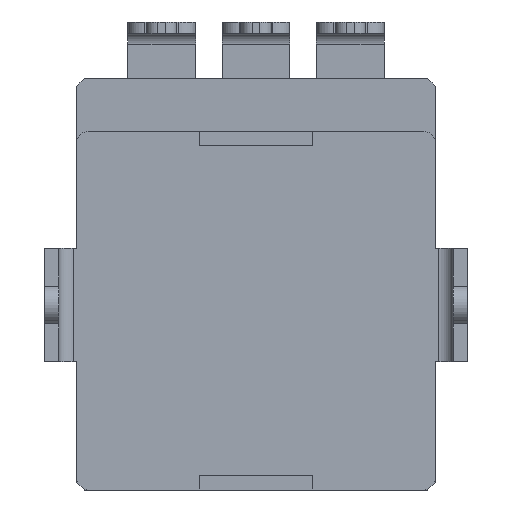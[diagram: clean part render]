
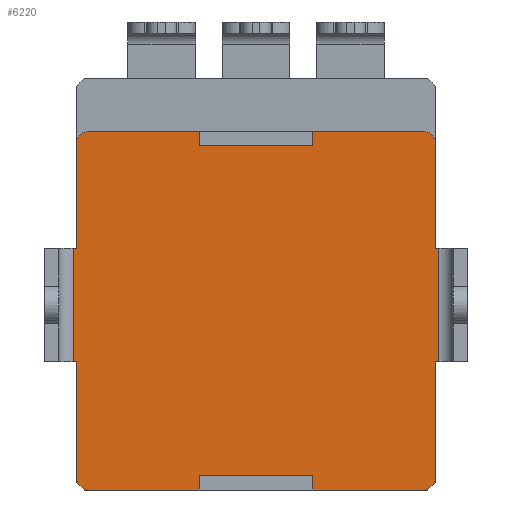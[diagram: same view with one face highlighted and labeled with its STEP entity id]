
A CAD part, front view. The second image highlights one B-rep face of the part: STEP entity #6220.
In plain terms, the highlighted planar face has unit normal (0, -1, 0).
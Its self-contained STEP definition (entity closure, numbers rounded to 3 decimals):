
#383=CIRCLE('',#6897,0.3);
#384=CIRCLE('',#6898,0.3);
#385=CIRCLE('',#6899,0.3);
#386=CIRCLE('',#6900,0.3);
#387=CIRCLE('',#6901,0.3);
#388=CIRCLE('',#6902,0.3);
#890=FACE_OUTER_BOUND('',#1263,.T.);
#1263=EDGE_LOOP('',(#5455,#5456,#5457,#5458,#5459,#5460,#5461,#5462,#5463,
#5464,#5465,#5466,#5467,#5468,#5469,#5470,#5471,#5472,#5473,#5474,#5475,
#5476,#5477,#5478,#5479,#5480,#5481,#5482));
#1749=LINE('',#10797,#2301);
#1767=LINE('',#10842,#2319);
#1771=LINE('',#10853,#2323);
#1777=LINE('',#10868,#2329);
#1779=LINE('',#10874,#2331);
#1780=LINE('',#10876,#2332);
#1781=LINE('',#10880,#2333);
#1782=LINE('',#10882,#2334);
#1783=LINE('',#10884,#2335);
#1784=LINE('',#10886,#2336);
#1785=LINE('',#10888,#2337);
#1786=LINE('',#10892,#2338);
#1787=LINE('',#10893,#2339);
#1788=LINE('',#10895,#2340);
#1789=LINE('',#10899,#2341);
#1790=LINE('',#10903,#2342);
#1791=LINE('',#10905,#2343);
#1792=LINE('',#10907,#2344);
#1793=LINE('',#10909,#2345);
#1794=LINE('',#10911,#2346);
#1795=LINE('',#10915,#2347);
#1796=LINE('',#10918,#2348);
#2301=VECTOR('',#8548,10.);
#2319=VECTOR('',#8582,10.);
#2323=VECTOR('',#8592,10.);
#2329=VECTOR('',#8604,10.);
#2331=VECTOR('',#8610,10.);
#2332=VECTOR('',#8611,10.);
#2333=VECTOR('',#8614,10.);
#2334=VECTOR('',#8615,10.);
#2335=VECTOR('',#8616,10.);
#2336=VECTOR('',#8617,10.);
#2337=VECTOR('',#8618,10.);
#2338=VECTOR('',#8621,10.);
#2339=VECTOR('',#8622,10.);
#2340=VECTOR('',#8623,10.);
#2341=VECTOR('',#8626,10.);
#2342=VECTOR('',#8629,10.);
#2343=VECTOR('',#8630,10.);
#2344=VECTOR('',#8631,10.);
#2345=VECTOR('',#8632,10.);
#2346=VECTOR('',#8633,10.);
#2347=VECTOR('',#8636,10.);
#2348=VECTOR('',#8639,10.);
#2873=VERTEX_POINT('',#10794);
#2874=VERTEX_POINT('',#10796);
#2892=VERTEX_POINT('',#10839);
#2893=VERTEX_POINT('',#10841);
#2897=VERTEX_POINT('',#10851);
#2903=VERTEX_POINT('',#10867);
#2905=VERTEX_POINT('',#10873);
#2906=VERTEX_POINT('',#10875);
#2907=VERTEX_POINT('',#10877);
#2908=VERTEX_POINT('',#10879);
#2909=VERTEX_POINT('',#10881);
#2910=VERTEX_POINT('',#10883);
#2911=VERTEX_POINT('',#10885);
#2912=VERTEX_POINT('',#10887);
#2913=VERTEX_POINT('',#10889);
#2914=VERTEX_POINT('',#10891);
#2915=VERTEX_POINT('',#10894);
#2916=VERTEX_POINT('',#10896);
#2917=VERTEX_POINT('',#10898);
#2918=VERTEX_POINT('',#10900);
#2919=VERTEX_POINT('',#10902);
#2920=VERTEX_POINT('',#10904);
#2921=VERTEX_POINT('',#10906);
#2922=VERTEX_POINT('',#10908);
#2923=VERTEX_POINT('',#10910);
#2924=VERTEX_POINT('',#10912);
#2925=VERTEX_POINT('',#10914);
#2926=VERTEX_POINT('',#10916);
#3733=EDGE_CURVE('',#2874,#2873,#1749,.T.);
#3755=EDGE_CURVE('',#2893,#2892,#1767,.T.);
#3761=EDGE_CURVE('',#2897,#2873,#1771,.T.);
#3768=EDGE_CURVE('',#2893,#2903,#1777,.T.);
#3771=EDGE_CURVE('',#2897,#2905,#1779,.T.);
#3772=EDGE_CURVE('',#2905,#2906,#1780,.T.);
#3773=EDGE_CURVE('',#2906,#2907,#383,.T.);
#3774=EDGE_CURVE('',#2907,#2908,#1781,.T.);
#3775=EDGE_CURVE('',#2908,#2909,#1782,.T.);
#3776=EDGE_CURVE('',#2909,#2910,#1783,.T.);
#3777=EDGE_CURVE('',#2910,#2911,#1784,.T.);
#3778=EDGE_CURVE('',#2911,#2912,#1785,.T.);
#3779=EDGE_CURVE('',#2912,#2913,#384,.T.);
#3780=EDGE_CURVE('',#2913,#2914,#1786,.T.);
#3781=EDGE_CURVE('',#2914,#2903,#1787,.T.);
#3782=EDGE_CURVE('',#2892,#2915,#1788,.T.);
#3783=EDGE_CURVE('',#2915,#2916,#385,.T.);
#3784=EDGE_CURVE('',#2916,#2917,#1789,.T.);
#3785=EDGE_CURVE('',#2917,#2918,#386,.T.);
#3786=EDGE_CURVE('',#2918,#2919,#1790,.T.);
#3787=EDGE_CURVE('',#2919,#2920,#1791,.T.);
#3788=EDGE_CURVE('',#2920,#2921,#1792,.T.);
#3789=EDGE_CURVE('',#2921,#2922,#1793,.T.);
#3790=EDGE_CURVE('',#2922,#2923,#1794,.T.);
#3791=EDGE_CURVE('',#2923,#2924,#387,.T.);
#3792=EDGE_CURVE('',#2924,#2925,#1795,.T.);
#3793=EDGE_CURVE('',#2925,#2926,#388,.T.);
#3794=EDGE_CURVE('',#2926,#2874,#1796,.T.);
#5455=ORIENTED_EDGE('',*,*,#3761,.F.);
#5456=ORIENTED_EDGE('',*,*,#3771,.T.);
#5457=ORIENTED_EDGE('',*,*,#3772,.T.);
#5458=ORIENTED_EDGE('',*,*,#3773,.T.);
#5459=ORIENTED_EDGE('',*,*,#3774,.T.);
#5460=ORIENTED_EDGE('',*,*,#3775,.T.);
#5461=ORIENTED_EDGE('',*,*,#3776,.T.);
#5462=ORIENTED_EDGE('',*,*,#3777,.T.);
#5463=ORIENTED_EDGE('',*,*,#3778,.T.);
#5464=ORIENTED_EDGE('',*,*,#3779,.T.);
#5465=ORIENTED_EDGE('',*,*,#3780,.T.);
#5466=ORIENTED_EDGE('',*,*,#3781,.T.);
#5467=ORIENTED_EDGE('',*,*,#3768,.F.);
#5468=ORIENTED_EDGE('',*,*,#3755,.T.);
#5469=ORIENTED_EDGE('',*,*,#3782,.T.);
#5470=ORIENTED_EDGE('',*,*,#3783,.T.);
#5471=ORIENTED_EDGE('',*,*,#3784,.T.);
#5472=ORIENTED_EDGE('',*,*,#3785,.T.);
#5473=ORIENTED_EDGE('',*,*,#3786,.T.);
#5474=ORIENTED_EDGE('',*,*,#3787,.T.);
#5475=ORIENTED_EDGE('',*,*,#3788,.T.);
#5476=ORIENTED_EDGE('',*,*,#3789,.T.);
#5477=ORIENTED_EDGE('',*,*,#3790,.T.);
#5478=ORIENTED_EDGE('',*,*,#3791,.T.);
#5479=ORIENTED_EDGE('',*,*,#3792,.T.);
#5480=ORIENTED_EDGE('',*,*,#3793,.T.);
#5481=ORIENTED_EDGE('',*,*,#3794,.T.);
#5482=ORIENTED_EDGE('',*,*,#3733,.T.);
#5860=PLANE('',#6896);
#6220=ADVANCED_FACE('',(#890),#5860,.T.);
#6896=AXIS2_PLACEMENT_3D('',#10872,#8608,#8609);
#6897=AXIS2_PLACEMENT_3D('',#10878,#8612,#8613);
#6898=AXIS2_PLACEMENT_3D('',#10890,#8619,#8620);
#6899=AXIS2_PLACEMENT_3D('',#10897,#8624,#8625);
#6900=AXIS2_PLACEMENT_3D('',#10901,#8627,#8628);
#6901=AXIS2_PLACEMENT_3D('',#10913,#8634,#8635);
#6902=AXIS2_PLACEMENT_3D('',#10917,#8637,#8638);
#8548=DIRECTION('',(1.,0.,0.));
#8582=DIRECTION('',(1.,0.,0.));
#8592=DIRECTION('',(0.,0.,-1.));
#8604=DIRECTION('',(0.,0.,1.));
#8608=DIRECTION('center_axis',(0.,-1.,0.));
#8609=DIRECTION('ref_axis',(1.,0.,0.));
#8610=DIRECTION('',(-1.,0.,0.));
#8611=DIRECTION('',(0.,0.,1.));
#8612=DIRECTION('center_axis',(0.,-1.,0.));
#8613=DIRECTION('ref_axis',(1.,0.,0.));
#8614=DIRECTION('',(-1.,0.,0.));
#8615=DIRECTION('',(0.,0.,-1.));
#8616=DIRECTION('',(-1.,0.,0.));
#8617=DIRECTION('',(0.,0.,1.));
#8618=DIRECTION('',(-1.,0.,0.));
#8619=DIRECTION('center_axis',(0.,-1.,0.));
#8620=DIRECTION('ref_axis',(0.,0.,1.));
#8621=DIRECTION('',(0.,0.,-1.));
#8622=DIRECTION('',(-1.,0.,0.));
#8623=DIRECTION('',(0.,0.,-1.));
#8624=DIRECTION('center_axis',(0.,-1.,0.));
#8625=DIRECTION('ref_axis',(-1.,0.,0.));
#8626=DIRECTION('',(0.707,0.,-0.707));
#8627=DIRECTION('center_axis',(0.,-1.,0.));
#8628=DIRECTION('ref_axis',(-1.,0.,0.));
#8629=DIRECTION('',(1.,0.,0.));
#8630=DIRECTION('',(0.,0.,1.));
#8631=DIRECTION('',(1.,0.,0.));
#8632=DIRECTION('',(0.,0.,-1.));
#8633=DIRECTION('',(1.,0.,0.));
#8634=DIRECTION('center_axis',(0.,-1.,0.));
#8635=DIRECTION('ref_axis',(0.,0.,-1.));
#8636=DIRECTION('',(0.707,0.,0.707));
#8637=DIRECTION('center_axis',(0.,-1.,0.));
#8638=DIRECTION('ref_axis',(0.,0.,-1.));
#8639=DIRECTION('',(0.,0.,1.));
#10794=CARTESIAN_POINT('',(4.84,-3.88,-1.5));
#10796=CARTESIAN_POINT('',(4.75,-3.88,-1.5));
#10797=CARTESIAN_POINT('',(4.75,-3.88,-1.5));
#10839=CARTESIAN_POINT('',(-4.75,-3.88,-1.5));
#10841=CARTESIAN_POINT('',(-4.84,-3.88,-1.5));
#10842=CARTESIAN_POINT('',(-5.6,-3.88,-1.5));
#10851=CARTESIAN_POINT('',(4.84,-3.88,1.5));
#10853=CARTESIAN_POINT('',(4.84,-3.88,0.175));
#10867=CARTESIAN_POINT('',(-4.84,-3.88,1.5));
#10868=CARTESIAN_POINT('',(-4.84,-3.88,-0.325));
#10872=CARTESIAN_POINT('Origin',(0.,-3.88,-0.15));
#10873=CARTESIAN_POINT('',(4.75,-3.88,1.5));
#10874=CARTESIAN_POINT('',(5.6,-3.88,1.5));
#10875=CARTESIAN_POINT('',(4.75,-3.88,4.3));
#10876=CARTESIAN_POINT('',(4.75,-3.88,-4.6));
#10877=CARTESIAN_POINT('',(4.45,-3.88,4.6));
#10878=CARTESIAN_POINT('Origin',(4.45,-3.88,4.3));
#10879=CARTESIAN_POINT('',(1.5,-3.88,4.6));
#10880=CARTESIAN_POINT('',(-4.45,-3.88,4.6));
#10881=CARTESIAN_POINT('',(1.5,-3.88,4.22));
#10882=CARTESIAN_POINT('',(1.5,-3.88,4.6));
#10883=CARTESIAN_POINT('',(-1.5,-3.88,4.22));
#10884=CARTESIAN_POINT('',(1.5,-3.88,4.22));
#10885=CARTESIAN_POINT('',(-1.5,-3.88,4.6));
#10886=CARTESIAN_POINT('',(-1.5,-3.88,4.22));
#10887=CARTESIAN_POINT('',(-4.45,-3.88,4.6));
#10888=CARTESIAN_POINT('',(-4.45,-3.88,4.6));
#10889=CARTESIAN_POINT('',(-4.75,-3.88,4.3));
#10890=CARTESIAN_POINT('Origin',(-4.45,-3.88,4.3));
#10891=CARTESIAN_POINT('',(-4.75,-3.88,1.5));
#10892=CARTESIAN_POINT('',(-4.75,-3.88,4.3));
#10893=CARTESIAN_POINT('',(-4.75,-3.88,1.5));
#10894=CARTESIAN_POINT('',(-4.75,-3.88,-4.6));
#10895=CARTESIAN_POINT('',(-4.75,-3.88,4.3));
#10896=CARTESIAN_POINT('',(-4.721,-3.88,-4.729));
#10897=CARTESIAN_POINT('Origin',(-4.45,-3.88,-4.6));
#10898=CARTESIAN_POINT('',(-4.579,-3.88,-4.871));
#10899=CARTESIAN_POINT('',(-4.75,-3.88,-4.7));
#10900=CARTESIAN_POINT('',(-4.45,-3.88,-4.9));
#10901=CARTESIAN_POINT('Origin',(-4.45,-3.88,-4.6));
#10902=CARTESIAN_POINT('',(-1.5,-3.88,-4.9));
#10903=CARTESIAN_POINT('',(4.55,-3.88,-4.9));
#10904=CARTESIAN_POINT('',(-1.5,-3.88,-4.52));
#10905=CARTESIAN_POINT('',(-1.5,-3.88,-4.52));
#10906=CARTESIAN_POINT('',(1.5,-3.88,-4.52));
#10907=CARTESIAN_POINT('',(1.5,-3.88,-4.52));
#10908=CARTESIAN_POINT('',(1.5,-3.88,-4.9));
#10909=CARTESIAN_POINT('',(1.5,-3.88,-4.9));
#10910=CARTESIAN_POINT('',(4.45,-3.88,-4.9));
#10911=CARTESIAN_POINT('',(4.55,-3.88,-4.9));
#10912=CARTESIAN_POINT('',(4.579,-3.88,-4.871));
#10913=CARTESIAN_POINT('Origin',(4.45,-3.88,-4.6));
#10914=CARTESIAN_POINT('',(4.721,-3.88,-4.729));
#10915=CARTESIAN_POINT('',(4.55,-3.88,-4.9));
#10916=CARTESIAN_POINT('',(4.75,-3.88,-4.6));
#10917=CARTESIAN_POINT('Origin',(4.45,-3.88,-4.6));
#10918=CARTESIAN_POINT('',(4.75,-3.88,-4.6));
